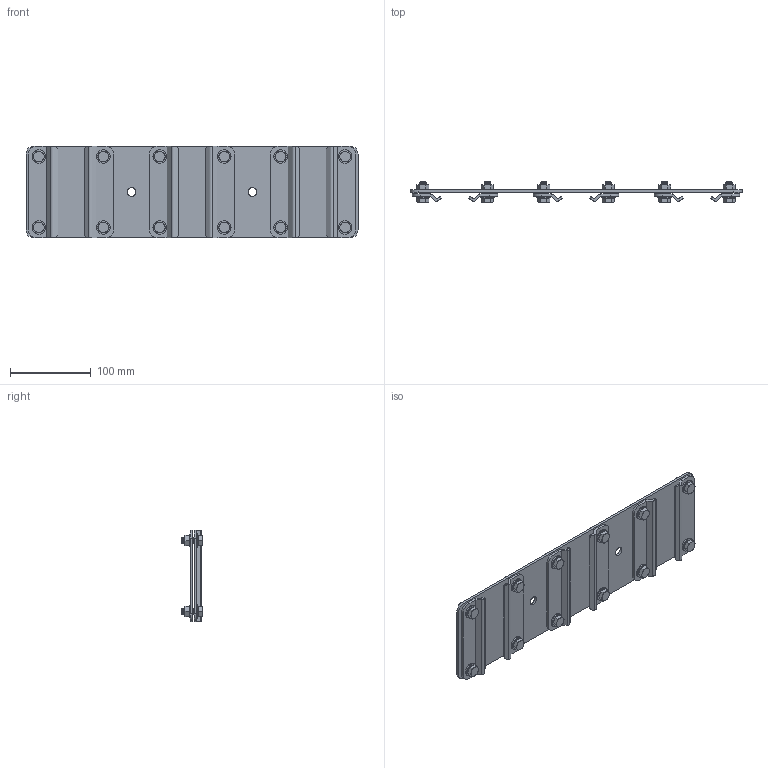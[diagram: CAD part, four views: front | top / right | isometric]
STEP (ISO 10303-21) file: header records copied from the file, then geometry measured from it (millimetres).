
FILE_DESCRIPTION (( 'STEP AP203' ), '1' );
FILE_NAME ('T85115.STEP', '2018-09-21T16:10:54', ( '' ), ( '' ), 'SwSTEP 2.0', 'SolidWorks 2016', '' );
FILE_SCHEMA (( 'CONFIG_CONTROL_DESIGN' ));
Length unit declared in the file: millimetre
Products named in the file (6): TH2625; TH1673; A Washer_Bright washer BS 4320 - M8 (Form A); T85115; F936; Hex Screw GradeC_Doughty Fastners_ISO 4018 - M8 x 20-WS
Assembly tree (43 placements, depth 2):
  T85115
    TH2625
    TH1673  x6
    F936  x12
    A Washer_Bright washer BS 4320 - M8 (Form A)  x12
    Hex Screw GradeC_Doughty Fastners_ISO 4018 - M8 x 20-WS  x12
Bounding box: 412 x 25.68 x 114 mm (x, y, z)
Volume: 245394.7 mm3; surface area: 182262.7 mm2
Topology: 43 solids, 43 shells, 2858 faces, 7440 edges, 4680 vertices
Faces by surface type: cylinder 1388, cone 816, plane 654
Entity records: 10885 total; most frequent: DIRECTION 1825, CARTESIAN_POINT 1623, ORIENTED_EDGE 1498, AXIS2_PLACEMENT_3D 758, EDGE_CURVE 749, VERTEX_POINT 476, CIRCLE 428, EDGE_LOOP 321
